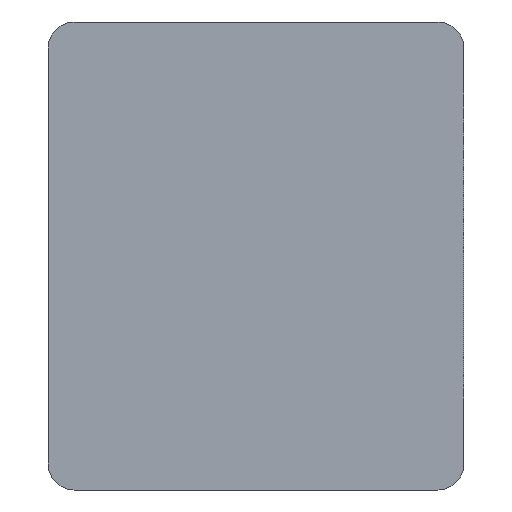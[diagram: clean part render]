
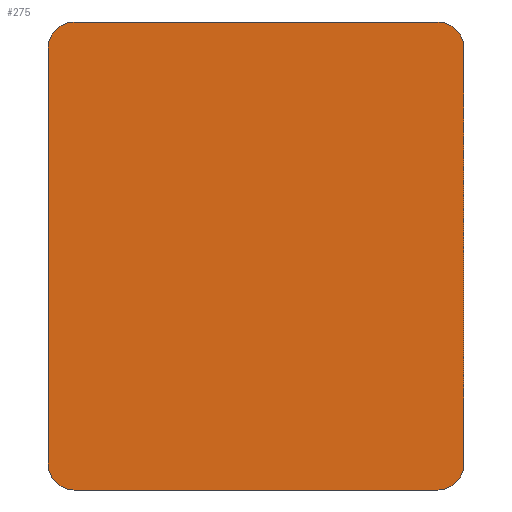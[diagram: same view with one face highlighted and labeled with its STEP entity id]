
A CAD part, front view. The second image highlights one B-rep face of the part: STEP entity #275.
In plain terms, the highlighted planar face has unit normal (0, -1, 0).
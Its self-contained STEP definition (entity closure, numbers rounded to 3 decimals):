
#12 = VECTOR ( 'NONE', #48, 1000. ) ;
#19 = LINE ( 'NONE', #570, #365 ) ;
#32 = DIRECTION ( 'NONE',  ( 0., 0., -1. ) ) ;
#48 = DIRECTION ( 'NONE',  ( 1., 0., 0. ) ) ;
#56 = LINE ( 'NONE', #504, #12 ) ;
#66 = DIRECTION ( 'NONE',  ( 0., 0., -1. ) ) ;
#74 = CARTESIAN_POINT ( 'NONE',  ( 16., 0., -16. ) ) ;
#87 = EDGE_CURVE ( 'NONE', #378, #103, #1172, .T. ) ;
#103 = VERTEX_POINT ( 'NONE', #928 ) ;
#116 = ORIENTED_EDGE ( 'NONE', *, *, #177, .T. ) ;
#132 = CARTESIAN_POINT ( 'NONE',  ( -16., 0., -16. ) ) ;
#133 = DIRECTION ( 'NONE',  ( 0., 0., -1. ) ) ;
#150 = ORIENTED_EDGE ( 'NONE', *, *, #194, .F. ) ;
#155 = PLANE ( 'NONE',  #469 ) ;
#160 = CARTESIAN_POINT ( 'NONE',  ( 14., 0., -16. ) ) ;
#177 = EDGE_CURVE ( 'NONE', #290, #855, #200, .T. ) ;
#188 = AXIS2_PLACEMENT_3D ( 'NONE', #1027, #937, #133 ) ;
#191 = ORIENTED_EDGE ( 'NONE', *, *, #988, .F. ) ;
#194 = EDGE_CURVE ( 'NONE', #290, #103, #56, .T. ) ;
#200 = CIRCLE ( 'NONE', #675, 2. ) ;
#219 = EDGE_CURVE ( 'NONE', #734, #584, #655, .T. ) ;
#239 = ORIENTED_EDGE ( 'NONE', *, *, #219, .T. ) ;
#240 = DIRECTION ( 'NONE',  ( 0., -1., 0. ) ) ;
#247 = CARTESIAN_POINT ( 'NONE',  ( -14., 0., 18. ) ) ;
#265 = VECTOR ( 'NONE', #1146, 1000. ) ;
#275 = ADVANCED_FACE ( 'NONE', ( #949 ), #155, .T. ) ;
#290 = VERTEX_POINT ( 'NONE', #247 ) ;
#295 = ORIENTED_EDGE ( 'NONE', *, *, #895, .T. ) ;
#299 = DIRECTION ( 'NONE',  ( 0., 0., -1. ) ) ;
#300 = CARTESIAN_POINT ( 'NONE',  ( -16., 0., -18. ) ) ;
#311 = DIRECTION ( 'NONE',  ( 0., -1., 0. ) ) ;
#344 = VECTOR ( 'NONE', #490, 1000. ) ;
#365 = VECTOR ( 'NONE', #761, 1000. ) ;
#378 = VERTEX_POINT ( 'NONE', #801 ) ;
#386 = CARTESIAN_POINT ( 'NONE',  ( 14., 0., -18. ) ) ;
#405 = CARTESIAN_POINT ( 'NONE',  ( 14., 0., 16. ) ) ;
#418 = CARTESIAN_POINT ( 'NONE',  ( -16., 0., 18. ) ) ;
#469 = AXIS2_PLACEMENT_3D ( 'NONE', #798, #1160, #865 ) ;
#490 = DIRECTION ( 'NONE',  ( -1., 0., 0. ) ) ;
#504 = CARTESIAN_POINT ( 'NONE',  ( -16., 0., 18. ) ) ;
#506 = VERTEX_POINT ( 'NONE', #132 ) ;
#509 = EDGE_CURVE ( 'NONE', #734, #701, #851, .T. ) ;
#514 = ORIENTED_EDGE ( 'NONE', *, *, #509, .F. ) ;
#570 = CARTESIAN_POINT ( 'NONE',  ( 16., 0., 18. ) ) ;
#584 = VERTEX_POINT ( 'NONE', #74 ) ;
#604 = AXIS2_PLACEMENT_3D ( 'NONE', #405, #1119, #299 ) ;
#655 = CIRCLE ( 'NONE', #973, 2. ) ;
#675 = AXIS2_PLACEMENT_3D ( 'NONE', #845, #311, #32 ) ;
#699 = CARTESIAN_POINT ( 'NONE',  ( -16., 0., 16. ) ) ;
#701 = VERTEX_POINT ( 'NONE', #1092 ) ;
#734 = VERTEX_POINT ( 'NONE', #386 ) ;
#761 = DIRECTION ( 'NONE',  ( 0., 0., -1. ) ) ;
#768 = ORIENTED_EDGE ( 'NONE', *, *, #87, .T. ) ;
#798 = CARTESIAN_POINT ( 'NONE',  ( 0., 0., 0. ) ) ;
#801 = CARTESIAN_POINT ( 'NONE',  ( 16., 0., 16. ) ) ;
#845 = CARTESIAN_POINT ( 'NONE',  ( -14., 0., 16. ) ) ;
#851 = LINE ( 'NONE', #300, #344 ) ;
#855 = VERTEX_POINT ( 'NONE', #699 ) ;
#865 = DIRECTION ( 'NONE',  ( 0., 0., -1. ) ) ;
#895 = EDGE_CURVE ( 'NONE', #506, #701, #1077, .T. ) ;
#928 = CARTESIAN_POINT ( 'NONE',  ( 14., 0., 18. ) ) ;
#937 = DIRECTION ( 'NONE',  ( 0., -1., 0. ) ) ;
#949 = FACE_OUTER_BOUND ( 'NONE', #1090, .T. ) ;
#973 = AXIS2_PLACEMENT_3D ( 'NONE', #160, #240, #66 ) ;
#988 = EDGE_CURVE ( 'NONE', #378, #584, #19, .T. ) ;
#1027 = CARTESIAN_POINT ( 'NONE',  ( -14., 0., -16. ) ) ;
#1040 = LINE ( 'NONE', #418, #265 ) ;
#1053 = ORIENTED_EDGE ( 'NONE', *, *, #1091, .F. ) ;
#1077 = CIRCLE ( 'NONE', #188, 2. ) ;
#1090 = EDGE_LOOP ( 'NONE', ( #150, #116, #1053, #295, #514, #239, #191, #768 ) ) ;
#1091 = EDGE_CURVE ( 'NONE', #506, #855, #1040, .T. ) ;
#1092 = CARTESIAN_POINT ( 'NONE',  ( -14., 0., -18. ) ) ;
#1119 = DIRECTION ( 'NONE',  ( 0., -1., 0. ) ) ;
#1146 = DIRECTION ( 'NONE',  ( 0., 0., 1. ) ) ;
#1160 = DIRECTION ( 'NONE',  ( 0., -1., 0. ) ) ;
#1172 = CIRCLE ( 'NONE', #604, 2. ) ;
